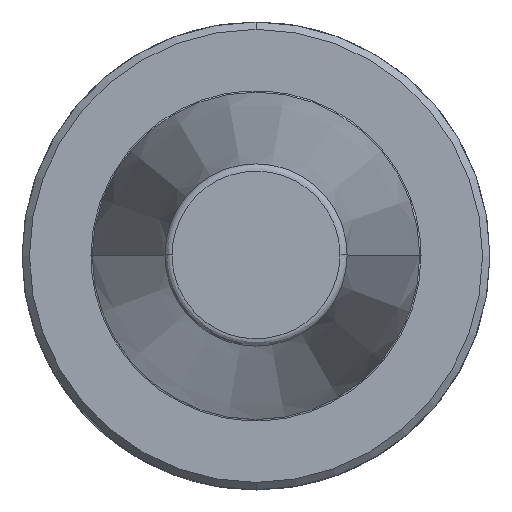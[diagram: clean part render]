
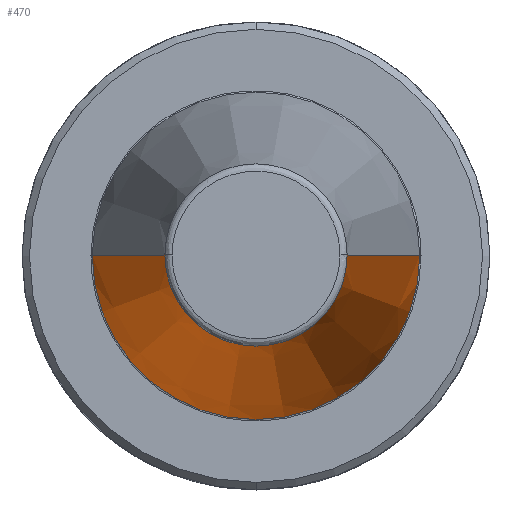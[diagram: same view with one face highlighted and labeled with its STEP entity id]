
A CAD part, top view. The second image highlights one B-rep face of the part: STEP entity #470.
In plain terms, the highlighted conical face has half-angle 8.297 degrees and reference radius 22.225 mm.
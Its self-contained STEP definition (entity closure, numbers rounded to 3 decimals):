
#235 = CARTESIAN_POINT ( 'NONE',  ( 12.375, 0., 67.544 ) ) ;
#248 = AXIS2_PLACEMENT_3D ( 'NONE', #1817, #1761, #1909 ) ;
#326 = DIRECTION ( 'NONE',  ( -0.144, 0., -0.99 ) ) ;
#332 = AXIS2_PLACEMENT_3D ( 'NONE', #1859, #1857, #1850 ) ;
#333 = CARTESIAN_POINT ( 'NONE',  ( -22.225, 0., 0. ) ) ;
#340 = DIRECTION ( 'NONE',  ( 0.144, 0., -0.99 ) ) ;
#351 = VERTEX_POINT ( 'NONE', #1338 ) ;
#394 = EDGE_CURVE ( 'NONE', #1585, #351, #911, .T. ) ;
#420 = FACE_OUTER_BOUND ( 'NONE', #1518, .T. ) ;
#470 = ADVANCED_FACE ( 'NONE', ( #420 ), #775, .T. ) ;
#475 = DIRECTION ( 'NONE',  ( -1., 0., 0. ) ) ;
#480 = DIRECTION ( 'NONE',  ( 0., 0., -1. ) ) ;
#485 = CARTESIAN_POINT ( 'NONE',  ( 0., 0., 67.544 ) ) ;
#691 = CIRCLE ( 'NONE', #1040, 12.375 ) ;
#775 = CONICAL_SURFACE ( 'NONE', #248, 22.225, 0.145 ) ;
#801 = CARTESIAN_POINT ( 'NONE',  ( -12.375, 0., 67.544 ) ) ;
#841 = EDGE_CURVE ( 'NONE', #1364, #1129, #1274, .T. ) ;
#892 = ORIENTED_EDGE ( 'NONE', *, *, #1041, .T. ) ;
#911 = LINE ( 'NONE', #1095, #1407 ) ;
#1028 = CIRCLE ( 'NONE', #332, 22.225 ) ;
#1040 = AXIS2_PLACEMENT_3D ( 'NONE', #485, #480, #475 ) ;
#1041 = EDGE_CURVE ( 'NONE', #1129, #351, #1028, .T. ) ;
#1095 = CARTESIAN_POINT ( 'NONE',  ( 22.225, 0., 0. ) ) ;
#1129 = VERTEX_POINT ( 'NONE', #1485 ) ;
#1227 = VECTOR ( 'NONE', #326, 1000. ) ;
#1274 = LINE ( 'NONE', #333, #1227 ) ;
#1338 = CARTESIAN_POINT ( 'NONE',  ( 22.225, 0., 0. ) ) ;
#1364 = VERTEX_POINT ( 'NONE', #801 ) ;
#1400 = ORIENTED_EDGE ( 'NONE', *, *, #841, .T. ) ;
#1407 = VECTOR ( 'NONE', #340, 1000. ) ;
#1483 = EDGE_CURVE ( 'NONE', #1585, #1364, #691, .T. ) ;
#1485 = CARTESIAN_POINT ( 'NONE',  ( -22.225, 0., 0. ) ) ;
#1518 = EDGE_LOOP ( 'NONE', ( #1800, #1587, #1400, #892 ) ) ;
#1585 = VERTEX_POINT ( 'NONE', #235 ) ;
#1587 = ORIENTED_EDGE ( 'NONE', *, *, #1483, .T. ) ;
#1761 = DIRECTION ( 'NONE',  ( 0., 0., -1. ) ) ;
#1800 = ORIENTED_EDGE ( 'NONE', *, *, #394, .F. ) ;
#1817 = CARTESIAN_POINT ( 'NONE',  ( 0., 0., 0. ) ) ;
#1850 = DIRECTION ( 'NONE',  ( -1., 0., 0. ) ) ;
#1857 = DIRECTION ( 'NONE',  ( 0., 0., 1. ) ) ;
#1859 = CARTESIAN_POINT ( 'NONE',  ( 0., 0., 0. ) ) ;
#1909 = DIRECTION ( 'NONE',  ( -1., 0., 0. ) ) ;
